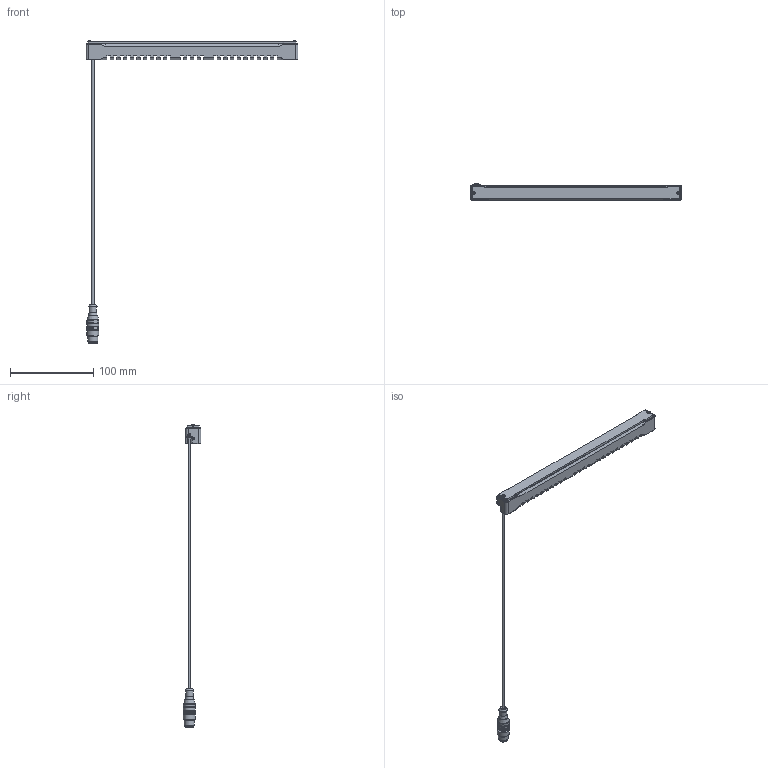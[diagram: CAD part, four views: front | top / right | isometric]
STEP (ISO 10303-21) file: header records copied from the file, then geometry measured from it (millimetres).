
FILE_DESCRIPTION(/* description */ (''),/* implementation_level */ '2;1');
FILE_NAME(/* name */ 'BE-A240.stp',/* time_stamp */ '2021-03-23T07:48:56+01:00',/* author */ ('S. Sandt'),/* organization */ ('di-soric GmbH & Co. KG'),/* preprocessor_version */ 'ST-DEVELOPER v18.1',/* originating_system */ 'Autodesk Inventor 2021',/* authorisation */ '');
FILE_SCHEMA (('AUTOMOTIVE_DESIGN { 1 0 10303 214 3 1 1 }'));
Length unit declared in the file: millimetre
Products named in the file (1): BE-A240 Ableitung
Bounding box: 254 x 20.75 x 362.85 mm (x, y, z)
Volume: 87274.6 mm3; surface area: 39316.1 mm2
Topology: 1 solids, 7 shells, 497 faces, 1330 edges, 859 vertices
Faces by surface type: plane 277, cylinder 138, cone 40, torus 26, bspline 16
Full cylindrical faces by diameter (mm): 0.967 x3, 1 x3, 1.03 x4, 1.567 x2, 2 x3, 2.459 x2, 2.9 x1, 3.1 x1, 3.242 x3, 3.8 x1, 4 x3, 8.3 x1, 8.8 x1, 9.4 x1, 10.3 x1, 10.7 x1, 10.773 x1, 12 x1, 14.2 x2, 14.5 x4
Entity records: 16296 total; most frequent: CARTESIAN_POINT 3343, DIRECTION 2668, ORIENTED_EDGE 2648, EDGE_CURVE 1324, AXIS2_PLACEMENT_3D 899, LINE 870, VECTOR 870, VERTEX_POINT 859
